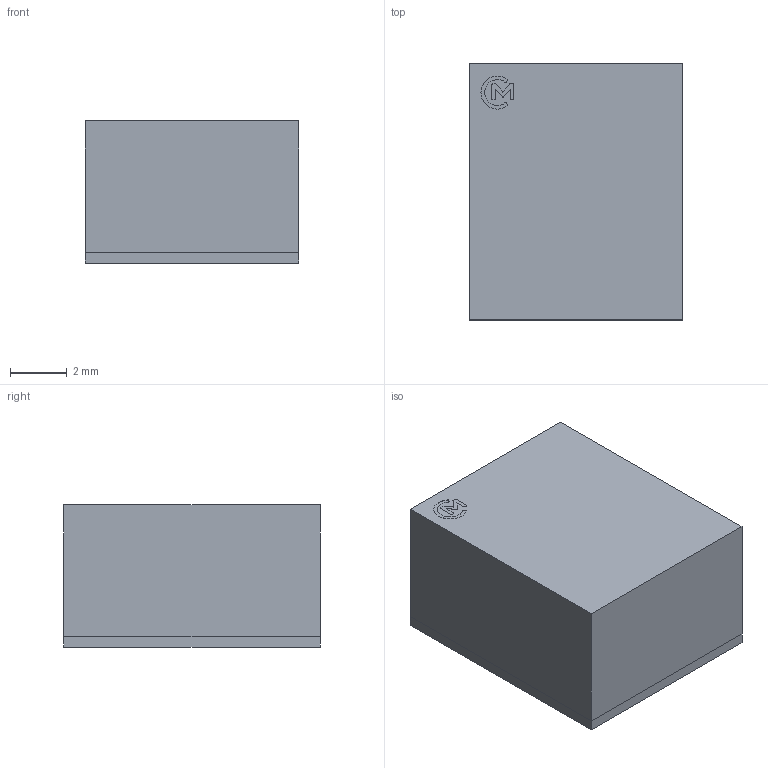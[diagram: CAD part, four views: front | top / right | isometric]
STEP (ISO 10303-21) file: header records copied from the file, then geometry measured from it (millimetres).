
FILE_DESCRIPTION(/* description */ (''),/* implementation_level */ '2;1');
FILE_NAME(/* name */ 'Murata MYMGK00504ERSR revised.stp',/* time_stamp */ '2022-01-24T22:55:03-04:00',/* author */ ('rabri'),/* organization */ (''),/* preprocessor_version */ 'ST-DEVELOPER v18',/* originating_system */ 'Autodesk Inventor 2020',/* authorisation */ '');
FILE_SCHEMA (('AUTOMOTIVE_DESIGN { 1 0 10303 214 3 1 1 }'));
Length unit declared in the file: millimetre
Products named in the file (5): Murata MYMGK00504ERSR; terminal; PCB; top; logo
Assembly tree (4 placements, depth 2):
  Murata MYMGK00504ERSR
    terminal
    PCB
    top
    logo
Bounding box: 7.5 x 9 x 5 mm (x, y, z)
Volume: 337.1 mm3; surface area: 499.7 mm2
Topology: 27 solids, 27 shells, 277 faces, 669 edges, 446 vertices
Faces by surface type: plane 262, cylinder 15
Entity records: 8219 total; most frequent: CARTESIAN_POINT 1401, ORIENTED_EDGE 1338, DIRECTION 1271, EDGE_CURVE 669, LINE 639, VECTOR 639, VERTEX_POINT 446, EDGE_LOOP 323
